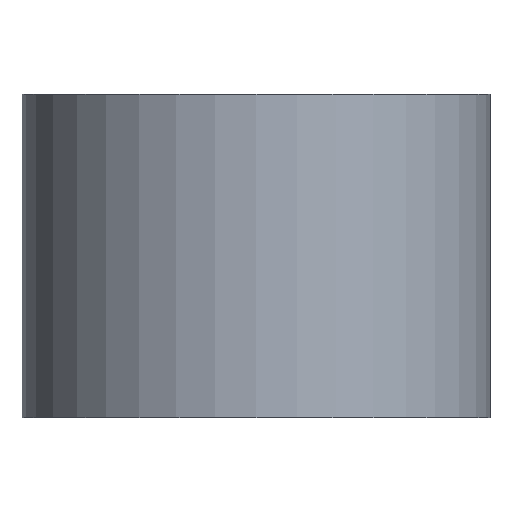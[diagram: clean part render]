
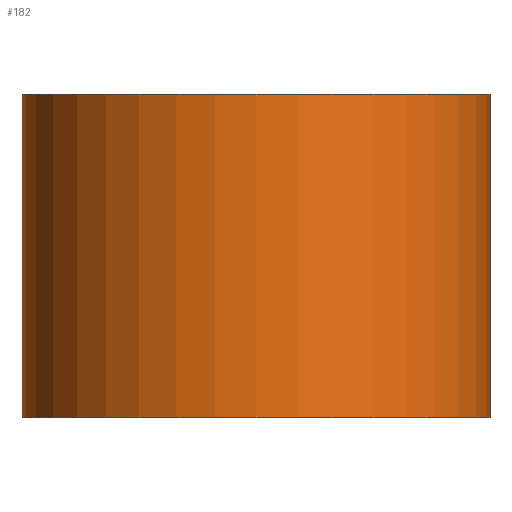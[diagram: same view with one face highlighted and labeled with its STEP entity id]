
A CAD part, front view. The second image highlights one B-rep face of the part: STEP entity #182.
In plain terms, the highlighted cylindrical face has radius 9.4 mm (diameter 18.8 mm), a full revolution.
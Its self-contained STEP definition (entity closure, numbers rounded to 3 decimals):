
#17=FACE_BOUND('',#46,.T.);
#24=B_SPLINE_CURVE_WITH_KNOTS('',3,(#301,#302,#303,#304,#305,#306,#307,
#308,#309,#310,#311,#312,#313,#314),.UNSPECIFIED.,.F.,.F.,(4,2,2,2,2,2,
4),(0.404,0.425,0.486,0.607,
0.729,0.79,0.811),.UNSPECIFIED.);
#25=B_SPLINE_CURVE_WITH_KNOTS('',3,(#332,#333,#334,#335,#336,#337,#338,
#339,#340,#341,#342,#343,#344,#345,#346),.UNSPECIFIED.,.F.,.F.,(4,2,2,3,
2,2,4),(-0.204,-0.182,-0.121,0.,0.121,
0.182,0.204),.UNSPECIFIED.);
#33=FACE_OUTER_BOUND('',#45,.T.);
#45=EDGE_LOOP('',(#153,#154,#155,#156,#157,#158));
#46=EDGE_LOOP('',(#159,#160,#161,#162));
#53=LINE('',#322,#60);
#55=LINE('',#349,#62);
#57=LINE('',#362,#64);
#60=VECTOR('',#250,10.);
#62=VECTOR('',#266,10.);
#64=VECTOR('',#280,9.4);
#76=CIRCLE('',#224,9.4);
#77=CIRCLE('',#225,9.4);
#78=CIRCLE('',#226,9.4);
#79=CIRCLE('',#227,9.4);
#83=VERTEX_POINT('',#299);
#84=VERTEX_POINT('',#300);
#87=VERTEX_POINT('',#321);
#90=VERTEX_POINT('',#331);
#93=VERTEX_POINT('',#357);
#94=VERTEX_POINT('',#358);
#95=VERTEX_POINT('',#361);
#96=VERTEX_POINT('',#363);
#101=EDGE_CURVE('',#83,#84,#24,.T.);
#105=EDGE_CURVE('',#87,#83,#53,.T.);
#110=EDGE_CURVE('',#90,#87,#25,.T.);
#112=EDGE_CURVE('',#84,#90,#55,.T.);
#116=EDGE_CURVE('',#93,#94,#76,.T.);
#117=EDGE_CURVE('',#94,#93,#77,.T.);
#118=EDGE_CURVE('',#94,#95,#57,.T.);
#119=EDGE_CURVE('',#95,#96,#78,.T.);
#120=EDGE_CURVE('',#96,#95,#79,.T.);
#153=ORIENTED_EDGE('',*,*,#116,.F.);
#154=ORIENTED_EDGE('',*,*,#117,.F.);
#155=ORIENTED_EDGE('',*,*,#118,.T.);
#156=ORIENTED_EDGE('',*,*,#119,.T.);
#157=ORIENTED_EDGE('',*,*,#120,.T.);
#158=ORIENTED_EDGE('',*,*,#118,.F.);
#159=ORIENTED_EDGE('',*,*,#105,.T.);
#160=ORIENTED_EDGE('',*,*,#101,.T.);
#161=ORIENTED_EDGE('',*,*,#112,.T.);
#162=ORIENTED_EDGE('',*,*,#110,.T.);
#174=CYLINDRICAL_SURFACE('',#223,9.4);
#182=ADVANCED_FACE('',(#33,#17),#174,.T.);
#223=AXIS2_PLACEMENT_3D('',#356,#274,#275);
#224=AXIS2_PLACEMENT_3D('',#359,#276,#277);
#225=AXIS2_PLACEMENT_3D('',#360,#278,#279);
#226=AXIS2_PLACEMENT_3D('',#364,#281,#282);
#227=AXIS2_PLACEMENT_3D('',#365,#283,#284);
#250=DIRECTION('',(0.,0.,-1.));
#266=DIRECTION('',(0.,0.,1.));
#274=DIRECTION('center_axis',(0.,0.,1.));
#275=DIRECTION('ref_axis',(1.,0.,0.));
#276=DIRECTION('center_axis',(0.,0.,1.));
#277=DIRECTION('ref_axis',(1.,0.,0.));
#278=DIRECTION('center_axis',(0.,0.,1.));
#279=DIRECTION('ref_axis',(1.,0.,0.));
#280=DIRECTION('',(0.,0.,-1.));
#281=DIRECTION('center_axis',(0.,0.,1.));
#282=DIRECTION('ref_axis',(1.,0.,0.));
#283=DIRECTION('center_axis',(0.,0.,1.));
#284=DIRECTION('ref_axis',(1.,0.,0.));
#299=CARTESIAN_POINT('',(-2.,9.185,2.018));
#300=CARTESIAN_POINT('',(2.,9.185,2.018));
#301=CARTESIAN_POINT('Ctrl Pts',(-2.,9.185,2.018));
#302=CARTESIAN_POINT('Ctrl Pts',(-1.942,9.197,2.057));
#303=CARTESIAN_POINT('Ctrl Pts',(-1.881,9.21,2.093));
#304=CARTESIAN_POINT('Ctrl Pts',(-1.641,9.257,2.219));
#305=CARTESIAN_POINT('Ctrl Pts',(-1.448,9.29,2.291));
#306=CARTESIAN_POINT('Ctrl Pts',(-0.842,9.371,2.46));
#307=CARTESIAN_POINT('Ctrl Pts',(-0.405,9.4,2.506));
#308=CARTESIAN_POINT('Ctrl Pts',(0.405,9.4,2.506));
#309=CARTESIAN_POINT('Ctrl Pts',(0.842,9.371,2.46));
#310=CARTESIAN_POINT('Ctrl Pts',(1.448,9.29,2.291));
#311=CARTESIAN_POINT('Ctrl Pts',(1.641,9.257,2.219));
#312=CARTESIAN_POINT('Ctrl Pts',(1.881,9.21,2.093));
#313=CARTESIAN_POINT('Ctrl Pts',(1.942,9.197,2.057));
#314=CARTESIAN_POINT('Ctrl Pts',(2.,9.185,2.018));
#321=CARTESIAN_POINT('',(-2.,9.185,10.982));
#322=CARTESIAN_POINT('',(-2.,9.185,0.));
#331=CARTESIAN_POINT('',(2.,9.185,10.982));
#332=CARTESIAN_POINT('Ctrl Pts',(2.,9.185,10.982));
#333=CARTESIAN_POINT('Ctrl Pts',(1.942,9.197,10.943));
#334=CARTESIAN_POINT('Ctrl Pts',(1.881,9.21,10.907));
#335=CARTESIAN_POINT('Ctrl Pts',(1.641,9.257,10.781));
#336=CARTESIAN_POINT('Ctrl Pts',(1.448,9.29,10.709));
#337=CARTESIAN_POINT('Ctrl Pts',(0.842,9.371,10.54));
#338=CARTESIAN_POINT('Ctrl Pts',(0.405,9.4,10.494));
#339=CARTESIAN_POINT('Ctrl Pts',(0.,9.4,10.494));
#340=CARTESIAN_POINT('Ctrl Pts',(-0.405,9.4,10.494));
#341=CARTESIAN_POINT('Ctrl Pts',(-0.842,9.371,10.54));
#342=CARTESIAN_POINT('Ctrl Pts',(-1.448,9.29,10.709));
#343=CARTESIAN_POINT('Ctrl Pts',(-1.641,9.257,10.781));
#344=CARTESIAN_POINT('Ctrl Pts',(-1.881,9.21,10.907));
#345=CARTESIAN_POINT('Ctrl Pts',(-1.942,9.197,10.943));
#346=CARTESIAN_POINT('Ctrl Pts',(-2.,9.185,10.982));
#349=CARTESIAN_POINT('',(2.,9.185,0.));
#356=CARTESIAN_POINT('Origin',(0.,0.,0.));
#357=CARTESIAN_POINT('',(9.4,0.,13.));
#358=CARTESIAN_POINT('',(-9.4,0.,13.));
#359=CARTESIAN_POINT('Origin',(0.,0.,13.));
#360=CARTESIAN_POINT('Origin',(0.,0.,13.));
#361=CARTESIAN_POINT('',(-9.4,0.,0.));
#362=CARTESIAN_POINT('',(-9.4,0.,0.));
#363=CARTESIAN_POINT('',(9.4,0.,0.));
#364=CARTESIAN_POINT('Origin',(0.,0.,0.));
#365=CARTESIAN_POINT('Origin',(0.,0.,0.));
